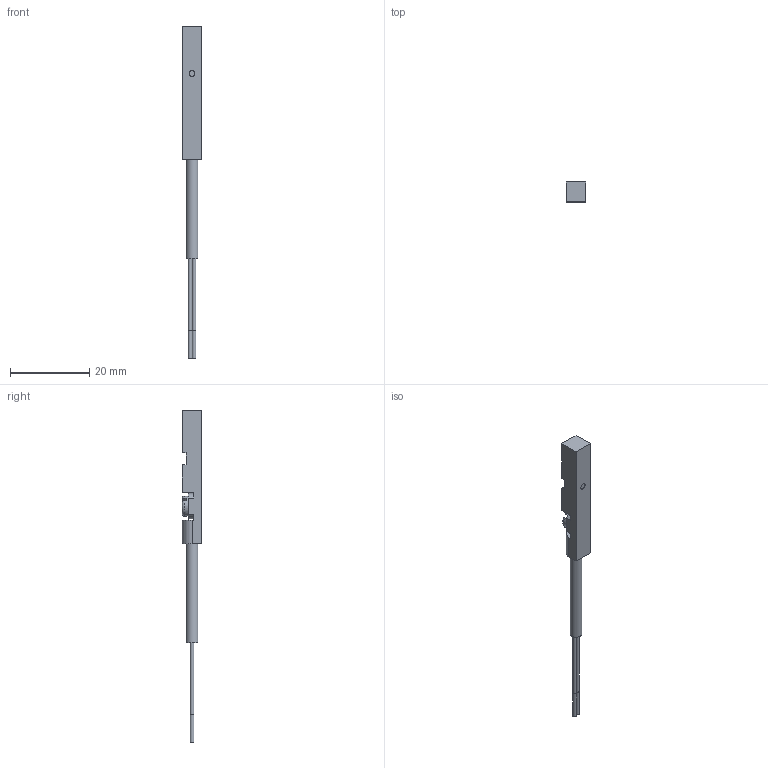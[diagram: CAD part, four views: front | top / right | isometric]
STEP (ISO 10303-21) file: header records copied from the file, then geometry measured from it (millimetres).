
FILE_DESCRIPTION((''),'2;1');
FILE_NAME('00-ZS-5XXXx.stp','2012-04-26T14:56:37',('Tschernatsch'),(''),'Autodesk Inventor 2012','Autodesk Inventor 2012','');
FILE_SCHEMA(('AUTOMOTIVE_DESIGN { 1 0 10303 214 1 1 1 1 }'));
Length unit declared in the file: millimetre
Products named in the file (1): 00-ZS-5XXXx
Bounding box: 5 x 5 x 83.8 mm (x, y, z)
Volume: 986.5 mm3; surface area: 1139.9 mm2
Topology: 1 solids, 1 shells, 39 faces, 90 edges, 57 vertices
Faces by surface type: plane 27, cylinder 10, torus 2
Full cylindrical faces by diameter (mm): 0.9 x2, 1 x2, 1.5 x1, 3 x1, 5 x1
Entity records: 1176 total; most frequent: CARTESIAN_POINT 216, DIRECTION 186, ORIENTED_EDGE 168, EDGE_CURVE 84, AXIS2_PLACEMENT_3D 66, VERTEX_POINT 56, VECTOR 54, LINE 54
